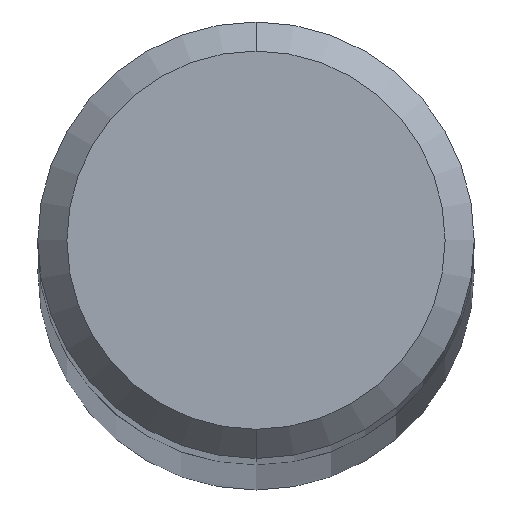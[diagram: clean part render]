
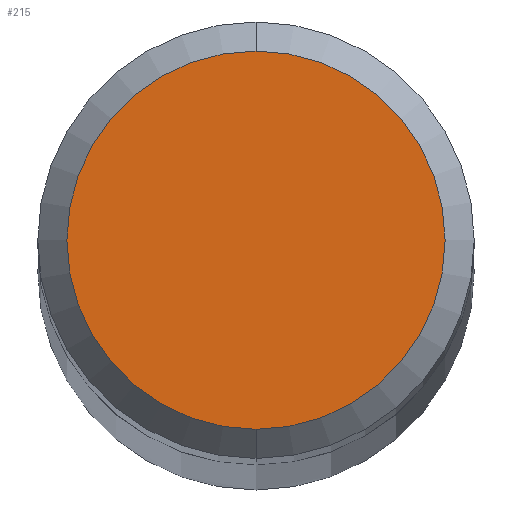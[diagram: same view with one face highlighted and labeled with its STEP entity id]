
A CAD part, top view. The second image highlights one B-rep face of the part: STEP entity #215.
In plain terms, the highlighted planar face has unit normal (0, 0, 1).
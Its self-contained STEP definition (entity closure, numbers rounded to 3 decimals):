
#167=EDGE_CURVE('',#295,#269,#426,.T.);
#215=ADVANCED_FACE('',(#477),#478,.T.);
#269=VERTEX_POINT('',#540);
#295=VERTEX_POINT('',#567);
#389=EDGE_CURVE('',#269,#295,#672,.T.);
#426=CIRCLE('',#713,2.6);
#477=FACE_OUTER_BOUND('',#838,.T.);
#478=PLANE('',#839);
#540=CARTESIAN_POINT('',(0.,-2.6,36.0));
#567=CARTESIAN_POINT('',(0.0,2.6,36.0));
#672=CIRCLE('',#1261,2.6);
#713=AXIS2_PLACEMENT_3D('',#1281,#1282,#1283);
#838=EDGE_LOOP('',(#1331,#1332));
#839=AXIS2_PLACEMENT_3D('',#1333,#1334,#1335);
#1261=AXIS2_PLACEMENT_3D('',#1558,#1559,#1560);
#1281=CARTESIAN_POINT('',(0.0,0.0,36.0));
#1282=DIRECTION('',(0.0,0.0,-1.0));
#1283=DIRECTION('',(0.0,1.0,0.0));
#1331=ORIENTED_EDGE('',*,*,#167,.F.);
#1332=ORIENTED_EDGE('',*,*,#389,.F.);
#1333=CARTESIAN_POINT('',(0.0,1.3,36.0));
#1334=DIRECTION('',(-0.0,0.0,1.0));
#1335=DIRECTION('',(0.0,-1.0,0.0));
#1558=CARTESIAN_POINT('',(0.0,0.0,36.0));
#1559=DIRECTION('',(0.0,0.0,-1.0));
#1560=DIRECTION('',(0.0,1.0,0.0));
